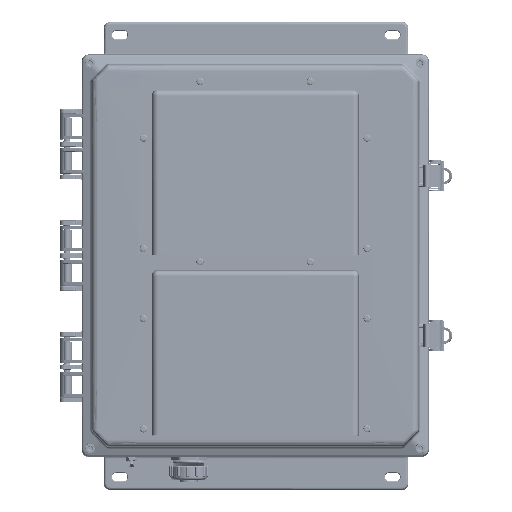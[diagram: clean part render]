
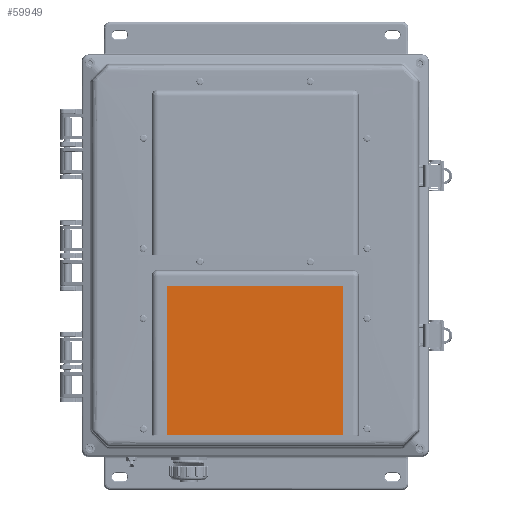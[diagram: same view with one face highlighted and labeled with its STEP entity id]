
A CAD part, top view. The second image highlights one B-rep face of the part: STEP entity #59949.
In plain terms, the highlighted face is planar.
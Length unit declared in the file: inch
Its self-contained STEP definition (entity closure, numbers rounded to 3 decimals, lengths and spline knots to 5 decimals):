
#6474 = VERTEX_POINT ( 'NONE', #155471 ) ;
#15326 = CARTESIAN_POINT ( 'NONE',  ( 3.18618, -1.095, -5.8 ) ) ;
#18305 = ORIENTED_EDGE ( 'NONE', *, *, #147241, .T. ) ;
#28272 = DIRECTION ( 'NONE',  ( 0., 0., 1. ) ) ;
#30025 = VECTOR ( 'NONE', #71818, 39.37008 ) ;
#31829 = LINE ( 'NONE', #214474, #140286 ) ;
#36134 = LINE ( 'NONE', #15326, #30025 ) ;
#40298 = LINE ( 'NONE', #82594, #61338 ) ;
#44646 = DIRECTION ( 'NONE',  ( 1., 0., 0. ) ) ;
#45564 = EDGE_LOOP ( 'NONE', ( #170260, #18305, #64415, #188032 ) ) ;
#47035 = PLANE ( 'NONE',  #132021 ) ;
#51919 = VERTEX_POINT ( 'NONE', #131379 ) ;
#59949 = ADVANCED_FACE ( 'NONE', ( #193188 ), #47035, .F. ) ;
#61338 = VECTOR ( 'NONE', #44646, 39.37008 ) ;
#64415 = ORIENTED_EDGE ( 'NONE', *, *, #132899, .F. ) ;
#71818 = DIRECTION ( 'NONE',  ( 0., 0., 1. ) ) ;
#82594 = CARTESIAN_POINT ( 'NONE',  ( 3.55, -1.095, -0.01728 ) ) ;
#105186 = CARTESIAN_POINT ( 'NONE',  ( 3.55, -1.095, -5.8 ) ) ;
#116504 = EDGE_CURVE ( 'NONE', #147739, #6474, #194925, .T. ) ;
#124513 = DIRECTION ( 'NONE',  ( 0., 0., 1. ) ) ;
#131379 = CARTESIAN_POINT ( 'NONE',  ( -3.18618, -1.095, -0.01728 ) ) ;
#131431 = EDGE_CURVE ( 'NONE', #6474, #51919, #31829, .T. ) ;
#132021 = AXIS2_PLACEMENT_3D ( 'NONE', #105186, #239903, #124513 ) ;
#132899 = EDGE_CURVE ( 'NONE', #51919, #243469, #40298, .T. ) ;
#140286 = VECTOR ( 'NONE', #28272, 39.37008 ) ;
#147241 = EDGE_CURVE ( 'NONE', #147739, #243469, #36134, .T. ) ;
#147739 = VERTEX_POINT ( 'NONE', #241805 ) ;
#148023 = DIRECTION ( 'NONE',  ( -1., 0., 0. ) ) ;
#155471 = CARTESIAN_POINT ( 'NONE',  ( -3.18618, -1.095, -5.43618 ) ) ;
#170260 = ORIENTED_EDGE ( 'NONE', *, *, #116504, .F. ) ;
#187954 = CARTESIAN_POINT ( 'NONE',  ( 3.18618, -1.095, -0.01728 ) ) ;
#188032 = ORIENTED_EDGE ( 'NONE', *, *, #131431, .F. ) ;
#193188 = FACE_OUTER_BOUND ( 'NONE', #45564, .T. ) ;
#194925 = LINE ( 'NONE', #240763, #240162 ) ;
#214474 = CARTESIAN_POINT ( 'NONE',  ( -3.18618, -1.095, 0.08272 ) ) ;
#239903 = DIRECTION ( 'NONE',  ( 0., 1., 0. ) ) ;
#240162 = VECTOR ( 'NONE', #148023, 39.37008 ) ;
#240763 = CARTESIAN_POINT ( 'NONE',  ( -3.18618, -1.095, -5.43618 ) ) ;
#241805 = CARTESIAN_POINT ( 'NONE',  ( 3.18618, -1.095, -5.43618 ) ) ;
#243469 = VERTEX_POINT ( 'NONE', #187954 ) ;
